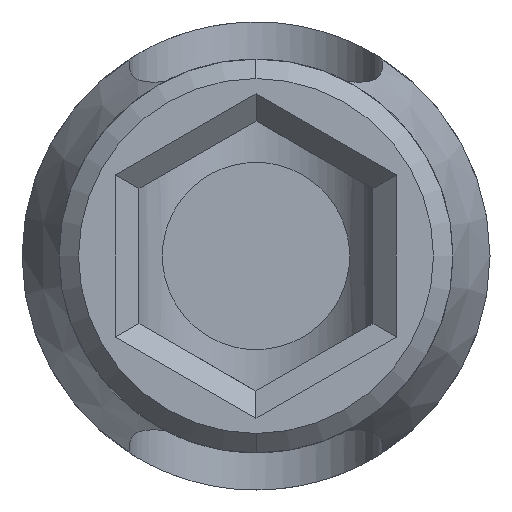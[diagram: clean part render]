
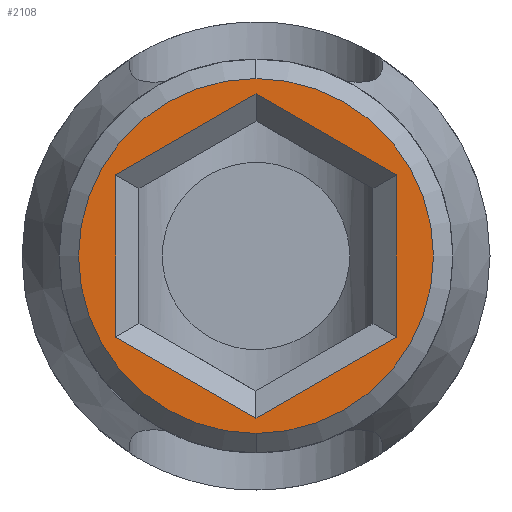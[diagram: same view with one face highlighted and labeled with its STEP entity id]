
A CAD part, front view. The second image highlights one B-rep face of the part: STEP entity #2108.
In plain terms, the highlighted planar face has unit normal (0, -1, 0).
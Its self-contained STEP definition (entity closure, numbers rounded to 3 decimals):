
#29 = CARTESIAN_POINT ( 'NONE',  ( 0., -31.2, 4.157 ) ) ;
#283 = CARTESIAN_POINT ( 'NONE',  ( 3.6, -31.2, -2.078 ) ) ;
#329 = CARTESIAN_POINT ( 'NONE',  ( 0., -31.2, -4.157 ) ) ;
#406 = FACE_OUTER_BOUND ( 'NONE', #738, .T. ) ;
#554 = DIRECTION ( 'NONE',  ( 0., 0., -1. ) ) ;
#573 = VERTEX_POINT ( 'NONE', #329 ) ;
#577 = CARTESIAN_POINT ( 'NONE',  ( 0., -31.2, 4.157 ) ) ;
#638 = LINE ( 'NONE', #8129, #3434 ) ;
#709 = DIRECTION ( 'NONE',  ( 0., 0., 1. ) ) ;
#723 = VERTEX_POINT ( 'NONE', #3741 ) ;
#738 = EDGE_LOOP ( 'NONE', ( #1103, #3178 ) ) ;
#841 = CARTESIAN_POINT ( 'NONE',  ( 0., -31.2, 4.55 ) ) ;
#871 = DIRECTION ( 'NONE',  ( -0.866, 0., 0.5 ) ) ;
#925 = LINE ( 'NONE', #283, #2485 ) ;
#942 = CARTESIAN_POINT ( 'NONE',  ( -3.6, -31.2, 2.078 ) ) ;
#1092 = VERTEX_POINT ( 'NONE', #3022 ) ;
#1103 = ORIENTED_EDGE ( 'NONE', *, *, #5557, .F. ) ;
#1110 = LINE ( 'NONE', #577, #4658 ) ;
#1200 = LINE ( 'NONE', #1242, #4509 ) ;
#1242 = CARTESIAN_POINT ( 'NONE',  ( 3.6, -31.2, -1.732 ) ) ;
#2108 = ADVANCED_FACE ( 'NONE', ( #6586, #406 ), #4694, .F. ) ;
#2308 = DIRECTION ( 'NONE',  ( 0., 0., 1. ) ) ;
#2323 = AXIS2_PLACEMENT_3D ( 'NONE', #7326, #7201, #6011 ) ;
#2441 = VERTEX_POINT ( 'NONE', #4277 ) ;
#2472 = DIRECTION ( 'NONE',  ( 0.866, 0., 0.5 ) ) ;
#2485 = VECTOR ( 'NONE', #6575, 1000. ) ;
#2489 = VECTOR ( 'NONE', #871, 1000. ) ;
#2538 = CARTESIAN_POINT ( 'NONE',  ( 0., -31.2, 0. ) ) ;
#2554 = CARTESIAN_POINT ( 'NONE',  ( -3.6, -31.2, 1.732 ) ) ;
#2717 = ORIENTED_EDGE ( 'NONE', *, *, #6101, .T. ) ;
#2843 = EDGE_CURVE ( 'NONE', #5703, #2441, #1110, .T. ) ;
#2864 = EDGE_LOOP ( 'NONE', ( #4193, #3397, #7154, #5029, #7372, #2717 ) ) ;
#2877 = CIRCLE ( 'NONE', #7500, 4.55 ) ;
#3022 = CARTESIAN_POINT ( 'NONE',  ( 0., -31.2, -4.55 ) ) ;
#3178 = ORIENTED_EDGE ( 'NONE', *, *, #5321, .F. ) ;
#3397 = ORIENTED_EDGE ( 'NONE', *, *, #4000, .T. ) ;
#3434 = VECTOR ( 'NONE', #2472, 1000. ) ;
#3466 = VERTEX_POINT ( 'NONE', #3792 ) ;
#3566 = VECTOR ( 'NONE', #4568, 1000. ) ;
#3623 = EDGE_CURVE ( 'NONE', #3466, #573, #925, .T. ) ;
#3741 = CARTESIAN_POINT ( 'NONE',  ( -3.6, -31.2, -2.078 ) ) ;
#3792 = CARTESIAN_POINT ( 'NONE',  ( 3.6, -31.2, -2.078 ) ) ;
#4000 = EDGE_CURVE ( 'NONE', #573, #723, #6477, .T. ) ;
#4193 = ORIENTED_EDGE ( 'NONE', *, *, #3623, .T. ) ;
#4206 = AXIS2_PLACEMENT_3D ( 'NONE', #7433, #4328, #2308 ) ;
#4277 = CARTESIAN_POINT ( 'NONE',  ( 3.6, -31.2, 2.078 ) ) ;
#4328 = DIRECTION ( 'NONE',  ( 0., 1., 0. ) ) ;
#4509 = VECTOR ( 'NONE', #554, 1000. ) ;
#4524 = LINE ( 'NONE', #2554, #3566 ) ;
#4557 = EDGE_CURVE ( 'NONE', #5576, #5703, #638, .T. ) ;
#4568 = DIRECTION ( 'NONE',  ( 0., 0., 1. ) ) ;
#4619 = EDGE_CURVE ( 'NONE', #723, #5576, #4524, .T. ) ;
#4658 = VECTOR ( 'NONE', #7380, 1000. ) ;
#4694 = PLANE ( 'NONE',  #2323 ) ;
#5029 = ORIENTED_EDGE ( 'NONE', *, *, #4557, .T. ) ;
#5321 = EDGE_CURVE ( 'NONE', #1092, #6921, #7490, .T. ) ;
#5557 = EDGE_CURVE ( 'NONE', #6921, #1092, #2877, .T. ) ;
#5576 = VERTEX_POINT ( 'NONE', #942 ) ;
#5703 = VERTEX_POINT ( 'NONE', #29 ) ;
#6011 = DIRECTION ( 'NONE',  ( 0., 0., -1. ) ) ;
#6101 = EDGE_CURVE ( 'NONE', #2441, #3466, #1200, .T. ) ;
#6477 = LINE ( 'NONE', #6521, #2489 ) ;
#6521 = CARTESIAN_POINT ( 'NONE',  ( 0., -31.2, -4.157 ) ) ;
#6575 = DIRECTION ( 'NONE',  ( -0.866, 0., -0.5 ) ) ;
#6586 = FACE_BOUND ( 'NONE', #2864, .T. ) ;
#6921 = VERTEX_POINT ( 'NONE', #841 ) ;
#7154 = ORIENTED_EDGE ( 'NONE', *, *, #4619, .T. ) ;
#7201 = DIRECTION ( 'NONE',  ( 0., 1., 0. ) ) ;
#7326 = CARTESIAN_POINT ( 'NONE',  ( -5.05, -31.2, 0. ) ) ;
#7372 = ORIENTED_EDGE ( 'NONE', *, *, #2843, .T. ) ;
#7380 = DIRECTION ( 'NONE',  ( 0.866, 0., -0.5 ) ) ;
#7433 = CARTESIAN_POINT ( 'NONE',  ( 0., -31.2, 0. ) ) ;
#7490 = CIRCLE ( 'NONE', #4206, 4.55 ) ;
#7500 = AXIS2_PLACEMENT_3D ( 'NONE', #2538, #7578, #709 ) ;
#7578 = DIRECTION ( 'NONE',  ( 0., 1., 0. ) ) ;
#8129 = CARTESIAN_POINT ( 'NONE',  ( -3.6, -31.2, 2.078 ) ) ;
